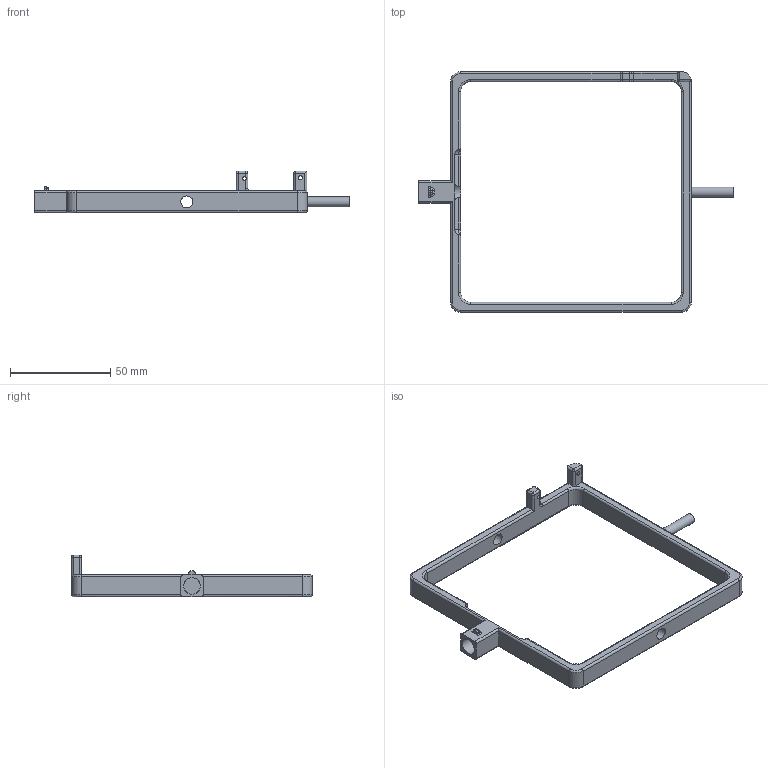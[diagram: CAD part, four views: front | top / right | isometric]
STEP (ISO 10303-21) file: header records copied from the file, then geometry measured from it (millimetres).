
FILE_DESCRIPTION(/* description */ ('STEP AP242','CAx-IF Rec.Pracs.---Representation and Presentation of Product Manufacturing Information (PMI)---4.0---2014-10-13','CAx-IF Rec.Pracs.---3D Tessellated Geometry---0.4---2014-09-14','2;1'),/* implementation_level */ '2;1');
FILE_NAME(/* name */ '64db2e2c242a2b65d14e6006',/* time_stamp */ '2023-08-15T07:50:05Z',/* author */ (''),/* organization */ (''),/* preprocessor_version */ 'ST-DEVELOPER v19.4',/* originating_system */ ' ',/* authorisation */ ' ');
FILE_SCHEMA (('AP242_MANAGED_MODEL_BASED_3D_ENGINEERING_MIM_LF { 1 0 10303 442 1 1 4 }'));
Length unit declared in the file: metre
Products named in the file (1): Inner Frame
Bounding box: 156.87 x 120 x 20.9 mm (x, y, z)
Volume: 25487.7 mm3; surface area: 15664.5 mm2
Topology: 1 solids, 1 shells, 120 faces, 297 edges, 168 vertices
Faces by surface type: cylinder 65, plane 26, torus 20, sphere 7, bspline 2
Full cylindrical faces by diameter (mm): 2 x2, 5 x1, 6 x2, 8.3 x1
Entity records: 3518 total; most frequent: DIRECTION 652, CARTESIAN_POINT 647, ORIENTED_EDGE 562, EDGE_CURVE 281, AXIS2_PLACEMENT_3D 260, VERTEX_POINT 167, EDGE_LOOP 136, FACE_BOUND 136
